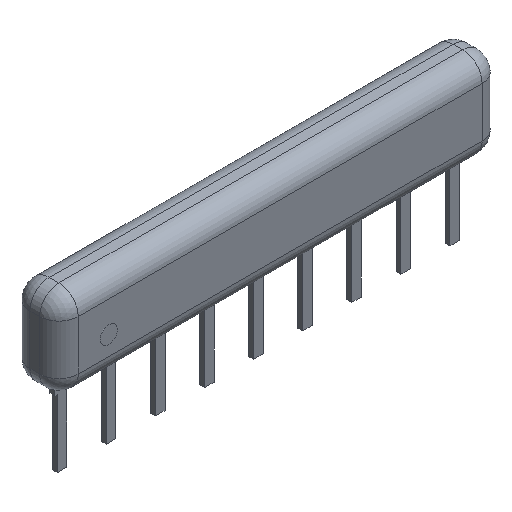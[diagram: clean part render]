
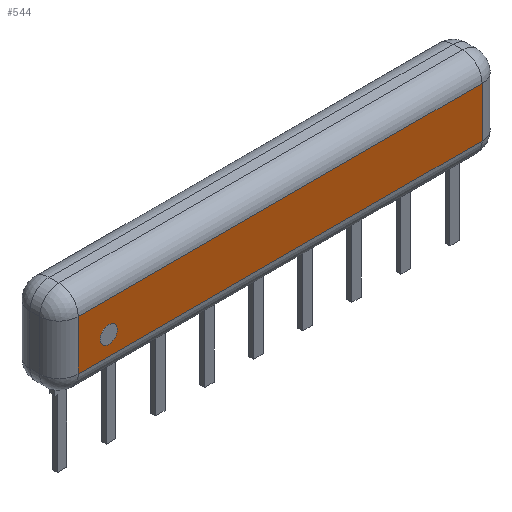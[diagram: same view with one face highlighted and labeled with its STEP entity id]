
A CAD part, isometric view. The second image highlights one B-rep face of the part: STEP entity #544.
In plain terms, the highlighted face is planar.
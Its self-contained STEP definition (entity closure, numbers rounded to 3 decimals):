
#67 = CYLINDRICAL_SURFACE('',#68,1.);
#68 = AXIS2_PLACEMENT_3D('',#69,#70,#71);
#69 = CARTESIAN_POINT('',(-1.29,2.5,0.25));
#70 = DIRECTION('',(1.,0.,0.));
#71 = DIRECTION('',(0.,-1.,0.));
#166 = VERTEX_POINT('',#167);
#167 = CARTESIAN_POINT('',(-0.29,2.5,1.25));
#194 = EDGE_CURVE('',#166,#195,#197,.T.);
#195 = VERTEX_POINT('',#196);
#196 = CARTESIAN_POINT('',(20.61,2.5,1.25));
#197 = SURFACE_CURVE('',#198,(#202,#209),.PCURVE_S1.);
#198 = LINE('',#199,#200);
#199 = CARTESIAN_POINT('',(-1.29,2.5,1.25));
#200 = VECTOR('',#201,1.);
#201 = DIRECTION('',(1.,0.,0.));
#202 = PCURVE('',#67,#203);
#203 = DEFINITIONAL_REPRESENTATION('',(#204),#208);
#204 = LINE('',#205,#206);
#205 = CARTESIAN_POINT('',(-1.571,0.));
#206 = VECTOR('',#207,1.);
#207 = DIRECTION('',(0.,1.));
#208 = ( GEOMETRIC_REPRESENTATION_CONTEXT(2) 
PARAMETRIC_REPRESENTATION_CONTEXT() REPRESENTATION_CONTEXT('2D SPACE',''
  ) );
#209 = PCURVE('',#210,#215);
#210 = PLANE('',#211);
#211 = AXIS2_PLACEMENT_3D('',#212,#213,#214);
#212 = CARTESIAN_POINT('',(-1.29,1.5,1.25));
#213 = DIRECTION('',(0.,0.,-1.));
#214 = DIRECTION('',(0.,1.,0.));
#215 = DEFINITIONAL_REPRESENTATION('',(#216),#220);
#216 = LINE('',#217,#218);
#217 = CARTESIAN_POINT('',(1.,0.));
#218 = VECTOR('',#219,1.);
#219 = DIRECTION('',(0.,1.));
#220 = ( GEOMETRIC_REPRESENTATION_CONTEXT(2) 
PARAMETRIC_REPRESENTATION_CONTEXT() REPRESENTATION_CONTEXT('2D SPACE',''
  ) );
#502 = CYLINDRICAL_SURFACE('',#503,1.);
#503 = AXIS2_PLACEMENT_3D('',#504,#505,#506);
#504 = CARTESIAN_POINT('',(-0.29,6.08,0.25));
#505 = DIRECTION('',(0.,-1.,0.));
#506 = DIRECTION('',(-1.,0.,0.));
#532 = CYLINDRICAL_SURFACE('',#533,1.);
#533 = AXIS2_PLACEMENT_3D('',#534,#535,#536);
#534 = CARTESIAN_POINT('',(20.61,1.5,0.25));
#535 = DIRECTION('',(0.,1.,0.));
#536 = DIRECTION('',(1.,0.,0.));
#544 = ADVANCED_FACE('',(#545),#210,.F.);
#545 = FACE_BOUND('',#546,.F.);
#546 = EDGE_LOOP('',(#547,#548,#571,#599));
#547 = ORIENTED_EDGE('',*,*,#194,.F.);
#548 = ORIENTED_EDGE('',*,*,#549,.F.);
#549 = EDGE_CURVE('',#550,#166,#552,.T.);
#550 = VERTEX_POINT('',#551);
#551 = CARTESIAN_POINT('',(-0.29,5.08,1.25));
#552 = SURFACE_CURVE('',#553,(#557,#564),.PCURVE_S1.);
#553 = LINE('',#554,#555);
#554 = CARTESIAN_POINT('',(-0.29,6.08,1.25));
#555 = VECTOR('',#556,1.);
#556 = DIRECTION('',(0.,-1.,0.));
#557 = PCURVE('',#210,#558);
#558 = DEFINITIONAL_REPRESENTATION('',(#559),#563);
#559 = LINE('',#560,#561);
#560 = CARTESIAN_POINT('',(4.58,1.));
#561 = VECTOR('',#562,1.);
#562 = DIRECTION('',(-1.,0.));
#563 = ( GEOMETRIC_REPRESENTATION_CONTEXT(2) 
PARAMETRIC_REPRESENTATION_CONTEXT() REPRESENTATION_CONTEXT('2D SPACE',''
  ) );
#564 = PCURVE('',#502,#565);
#565 = DEFINITIONAL_REPRESENTATION('',(#566),#570);
#566 = LINE('',#567,#568);
#567 = CARTESIAN_POINT('',(-1.571,0.));
#568 = VECTOR('',#569,1.);
#569 = DIRECTION('',(0.,1.));
#570 = ( GEOMETRIC_REPRESENTATION_CONTEXT(2) 
PARAMETRIC_REPRESENTATION_CONTEXT() REPRESENTATION_CONTEXT('2D SPACE',''
  ) );
#571 = ORIENTED_EDGE('',*,*,#572,.F.);
#572 = EDGE_CURVE('',#573,#550,#575,.T.);
#573 = VERTEX_POINT('',#574);
#574 = CARTESIAN_POINT('',(20.61,5.08,1.25));
#575 = SURFACE_CURVE('',#576,(#580,#587),.PCURVE_S1.);
#576 = LINE('',#577,#578);
#577 = CARTESIAN_POINT('',(21.61,5.08,1.25));
#578 = VECTOR('',#579,1.);
#579 = DIRECTION('',(-1.,0.,0.));
#580 = PCURVE('',#210,#581);
#581 = DEFINITIONAL_REPRESENTATION('',(#582),#586);
#582 = LINE('',#583,#584);
#583 = CARTESIAN_POINT('',(3.58,22.9));
#584 = VECTOR('',#585,1.);
#585 = DIRECTION('',(0.,-1.));
#586 = ( GEOMETRIC_REPRESENTATION_CONTEXT(2) 
PARAMETRIC_REPRESENTATION_CONTEXT() REPRESENTATION_CONTEXT('2D SPACE',''
  ) );
#587 = PCURVE('',#588,#593);
#588 = CYLINDRICAL_SURFACE('',#589,1.);
#589 = AXIS2_PLACEMENT_3D('',#590,#591,#592);
#590 = CARTESIAN_POINT('',(21.61,5.08,0.25));
#591 = DIRECTION('',(-1.,0.,0.));
#592 = DIRECTION('',(0.,1.,0.));
#593 = DEFINITIONAL_REPRESENTATION('',(#594),#598);
#594 = LINE('',#595,#596);
#595 = CARTESIAN_POINT('',(-1.571,0.));
#596 = VECTOR('',#597,1.);
#597 = DIRECTION('',(0.,1.));
#598 = ( GEOMETRIC_REPRESENTATION_CONTEXT(2) 
PARAMETRIC_REPRESENTATION_CONTEXT() REPRESENTATION_CONTEXT('2D SPACE',''
  ) );
#599 = ORIENTED_EDGE('',*,*,#600,.F.);
#600 = EDGE_CURVE('',#195,#573,#601,.T.);
#601 = SURFACE_CURVE('',#602,(#606,#613),.PCURVE_S1.);
#602 = LINE('',#603,#604);
#603 = CARTESIAN_POINT('',(20.61,1.5,1.25));
#604 = VECTOR('',#605,1.);
#605 = DIRECTION('',(0.,1.,0.));
#606 = PCURVE('',#210,#607);
#607 = DEFINITIONAL_REPRESENTATION('',(#608),#612);
#608 = LINE('',#609,#610);
#609 = CARTESIAN_POINT('',(0.,21.9));
#610 = VECTOR('',#611,1.);
#611 = DIRECTION('',(1.,0.));
#612 = ( GEOMETRIC_REPRESENTATION_CONTEXT(2) 
PARAMETRIC_REPRESENTATION_CONTEXT() REPRESENTATION_CONTEXT('2D SPACE',''
  ) );
#613 = PCURVE('',#532,#614);
#614 = DEFINITIONAL_REPRESENTATION('',(#615),#619);
#615 = LINE('',#616,#617);
#616 = CARTESIAN_POINT('',(-1.571,0.));
#617 = VECTOR('',#618,1.);
#618 = DIRECTION('',(0.,1.));
#619 = ( GEOMETRIC_REPRESENTATION_CONTEXT(2) 
PARAMETRIC_REPRESENTATION_CONTEXT() REPRESENTATION_CONTEXT('2D SPACE',''
  ) );
